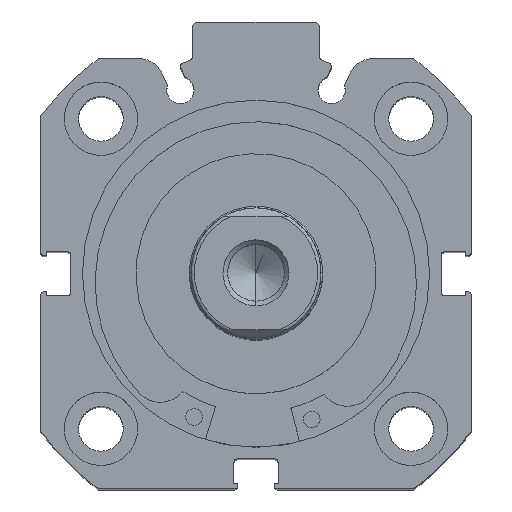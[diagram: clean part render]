
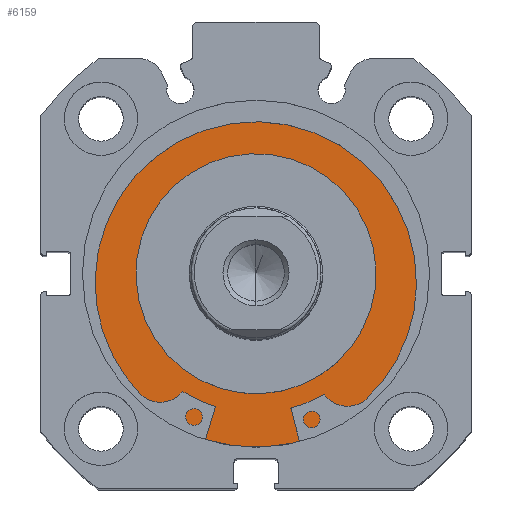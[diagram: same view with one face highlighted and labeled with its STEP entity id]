
A CAD part, top view. The second image highlights one B-rep face of the part: STEP entity #6159.
In plain terms, the highlighted face is planar.
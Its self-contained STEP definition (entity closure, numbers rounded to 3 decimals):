
#18 = CARTESIAN_POINT ( 'NONE',  ( 3.5, 0., -18. ) ) ;
#32 = CARTESIAN_POINT ( 'NONE',  ( 3.5, 0., -26. ) ) ;
#51 = CARTESIAN_POINT ( 'NONE',  ( 3.5, 0., 18. ) ) ;
#189 = VERTEX_POINT ( 'NONE', #18 ) ;
#197 = VERTEX_POINT ( 'NONE', #32 ) ;
#283 = VERTEX_POINT ( 'NONE', #51 ) ;
#404 = VERTEX_POINT ( 'NONE', #4038 ) ;
#1241 = CARTESIAN_POINT ( 'NONE',  ( 3.5, 26., 0. ) ) ;
#1242 = PLANE ( 'NONE',  #1685 ) ;
#1243 = DIRECTION ( 'NONE',  ( 1., 0., 0. ) ) ;
#1244 = DIRECTION ( 'NONE',  ( 0., 0., -1. ) ) ;
#1685 = AXIS2_PLACEMENT_3D ( 'NONE', #1241, #1243, #1244 ) ;
#1942 = FACE_BOUND ( 'NONE', #3218, .T. ) ;
#1947 = FACE_OUTER_BOUND ( 'NONE', #3382, .T. ) ;
#3153 = ORIENTED_EDGE ( 'NONE', *, *, #5326, .T. ) ;
#3154 = ORIENTED_EDGE ( 'NONE', *, *, #5349, .T. ) ;
#3155 = ORIENTED_EDGE ( 'NONE', *, *, #5339, .F. ) ;
#3156 = ORIENTED_EDGE ( 'NONE', *, *, #5340, .F. ) ;
#3218 = EDGE_LOOP ( 'NONE', ( #3156, #3155 ) ) ;
#3382 = EDGE_LOOP ( 'NONE', ( #3154, #3153 ) ) ;
#4038 = CARTESIAN_POINT ( 'NONE',  ( 3.5, 0., 26. ) ) ;
#4381 = CARTESIAN_POINT ( 'NONE',  ( 3.5, 0., 0. ) ) ;
#4382 = DIRECTION ( 'NONE',  ( -1., 0., 0. ) ) ;
#4383 = DIRECTION ( 'NONE',  ( 0., 0., 1. ) ) ;
#4414 = CARTESIAN_POINT ( 'NONE',  ( 3.5, 0., 0. ) ) ;
#4416 = CARTESIAN_POINT ( 'NONE',  ( 3.5, 0., 0. ) ) ;
#4418 = DIRECTION ( 'NONE',  ( -1., 0., 0. ) ) ;
#4419 = DIRECTION ( 'NONE',  ( 0., 0., 1. ) ) ;
#4421 = DIRECTION ( 'NONE',  ( -1., 0., 0. ) ) ;
#4422 = DIRECTION ( 'NONE',  ( 0., 0., 1. ) ) ;
#4437 = CARTESIAN_POINT ( 'NONE',  ( 3.5, 0., 0. ) ) ;
#4442 = DIRECTION ( 'NONE',  ( -1., 0., 0. ) ) ;
#4443 = DIRECTION ( 'NONE',  ( 0., 0., 1. ) ) ;
#5326 = EDGE_CURVE ( 'NONE', #197, #404, #6309, .T. ) ;
#5339 = EDGE_CURVE ( 'NONE', #189, #283, #6328, .T. ) ;
#5340 = EDGE_CURVE ( 'NONE', #283, #189, #6330, .T. ) ;
#5349 = EDGE_CURVE ( 'NONE', #404, #197, #6341, .T. ) ;
#5866 = AXIS2_PLACEMENT_3D ( 'NONE', #4381, #4382, #4383 ) ;
#5873 = AXIS2_PLACEMENT_3D ( 'NONE', #4414, #4421, #4422 ) ;
#5876 = AXIS2_PLACEMENT_3D ( 'NONE', #4416, #4418, #4419 ) ;
#5881 = AXIS2_PLACEMENT_3D ( 'NONE', #4437, #4442, #4443 ) ;
#6159 = ADVANCED_FACE ( 'NONE', ( #1942, #1947 ), #1242, .F. ) ;
#6309 = CIRCLE ( 'NONE', #5866, 26. ) ;
#6328 = CIRCLE ( 'NONE', #5876, 18. ) ;
#6330 = CIRCLE ( 'NONE', #5873, 18. ) ;
#6341 = CIRCLE ( 'NONE', #5881, 26. ) ;
